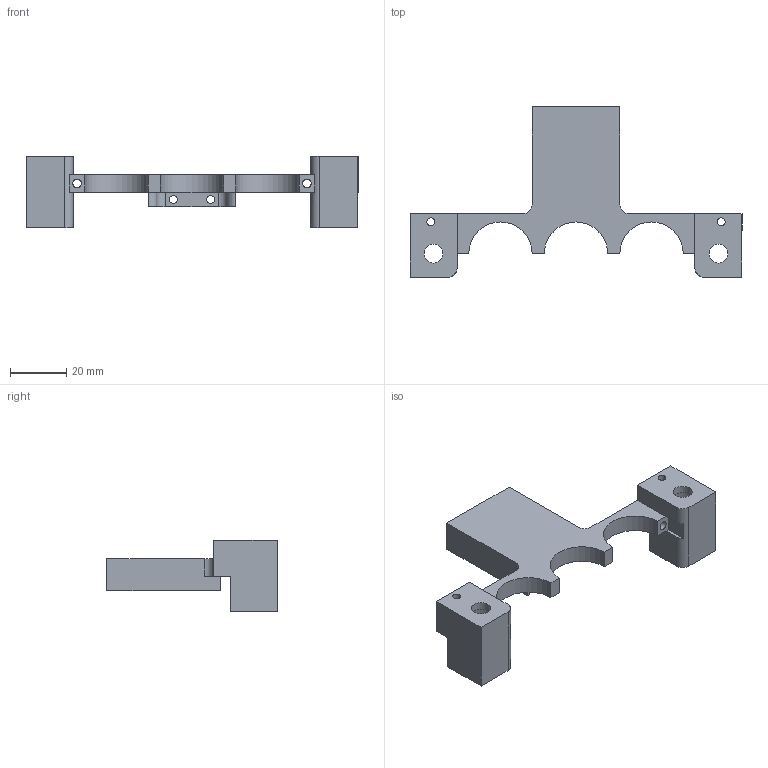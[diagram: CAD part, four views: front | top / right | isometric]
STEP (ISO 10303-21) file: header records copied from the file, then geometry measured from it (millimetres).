
FILE_DESCRIPTION(/* description */ (''),/* implementation_level */ '2;1');
FILE_NAME(/* name */ 'Tube Holder with camera attachment.stp',/* time_stamp */ '2017-03-13T18:26:50-04:00',/* author */ ('qupec'),/* organization */ (''),/* preprocessor_version */ 'ST-DEVELOPER v16.5',/* originating_system */ 'Autodesk Inventor 2017',/* authorisation */ '');
FILE_SCHEMA (('AUTOMOTIVE_DESIGN { 1 0 10303 214 3 1 1 }'));
Length unit declared in the file: inch
Products named in the file (1): Tube Holder with camera attachment
Bounding box: 118.36 x 60.77 x 25.64 mm (x, y, z)
Volume: 23429.8 mm3; surface area: 13996.8 mm2
Topology: 1 solids, 1 shells, 69 faces, 183 edges, 121 vertices
Faces by surface type: plane 44, cylinder 25
Full cylindrical faces by diameter (mm): 2.845 x5, 3.099 x2, 6.731 x2, 12.7 x3, 13.411 x1
Entity records: 2116 total; most frequent: DIRECTION 362, CARTESIAN_POINT 354, ORIENTED_EDGE 332, EDGE_CURVE 166, AXIS2_PLACEMENT_3D 126, VERTEX_POINT 118, LINE 110, VECTOR 110
